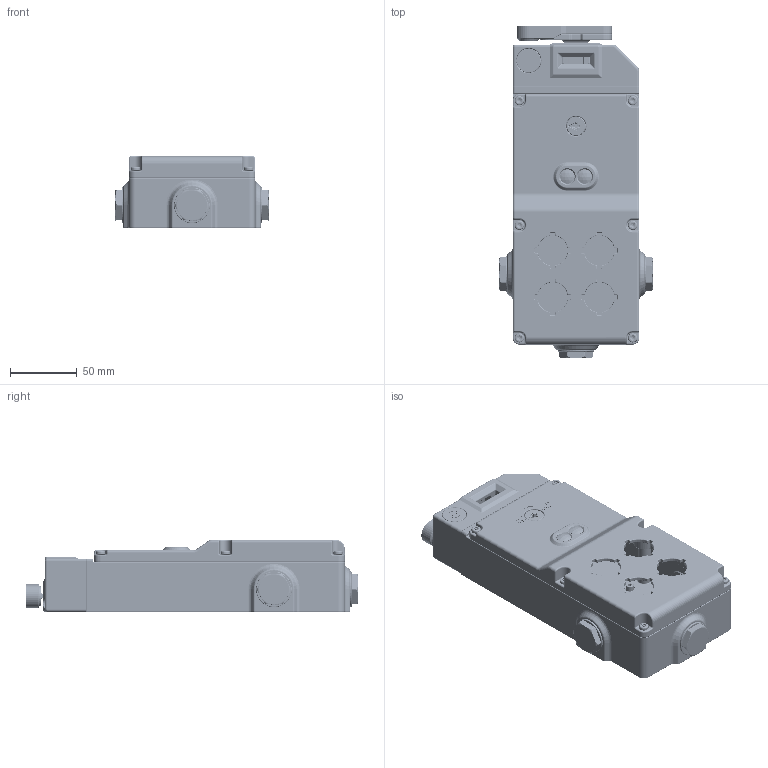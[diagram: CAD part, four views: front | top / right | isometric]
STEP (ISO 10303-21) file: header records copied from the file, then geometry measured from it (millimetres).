
FILE_DESCRIPTION (( 'STEP AP203' ), '1' );
FILE_NAME ('526001 UGB4-KLTM-RFID with Manual Release.STEP', '2022-11-28T10:23:41', ( '' ), ( '' ), 'SwSTEP 2.0', 'SolidWorks 2021', '' );
FILE_SCHEMA (( 'CONFIG_CONTROL_DESIGN' ));
Length unit declared in the file: millimetre
Products named in the file (1): 526001 UGB4-KLTM-RFID with Manual Release
Bounding box: 115 x 249 x 54 mm (x, y, z)
Volume: 310531.7 mm3; surface area: 196421 mm2
Topology: 26 solids, 26 shells, 5265 faces, 12466 edges, 7129 vertices
Faces by surface type: cylinder 2169, plane 1171, torus 1029, bspline 389, cone 327, sphere 180
Entity records: 161397 total; most frequent: CARTESIAN_POINT 41975, DIRECTION 26754, ORIENTED_EDGE 24360, EDGE_CURVE 12180, AXIS2_PLACEMENT_3D 11043, VERTEX_POINT 7117, CIRCLE 6166, EDGE_LOOP 5501
